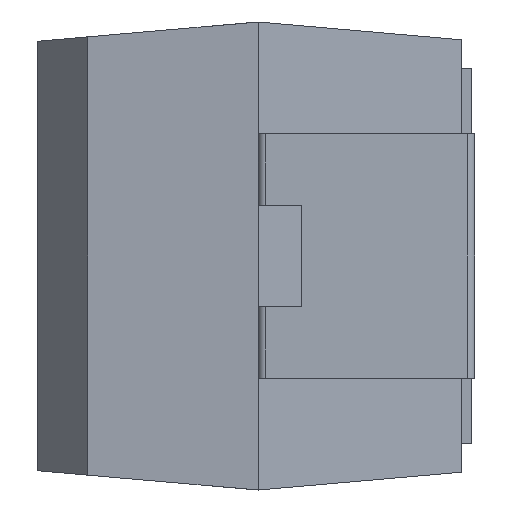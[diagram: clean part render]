
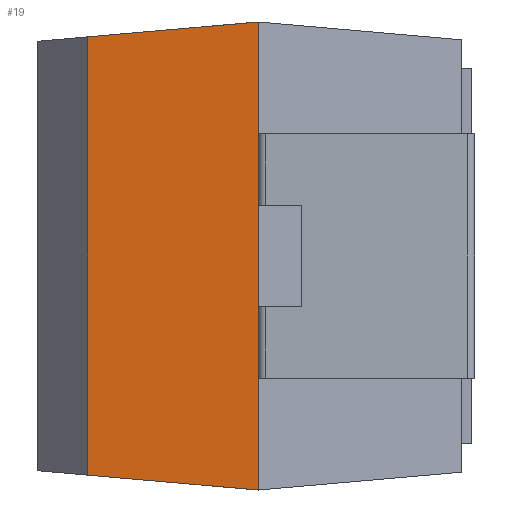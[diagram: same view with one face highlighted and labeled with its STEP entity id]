
A CAD part, left-side view. The second image highlights one B-rep face of the part: STEP entity #19.
In plain terms, the highlighted face is planar.
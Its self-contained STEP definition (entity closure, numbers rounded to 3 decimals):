
#19 = ADVANCED_FACE ( 'NONE', ( #230 ), #501, .T. ) ;
#46 = VERTEX_POINT ( 'NONE', #983 ) ;
#63 = DIRECTION ( 'NONE',  ( 0.996, 0.087, 0. ) ) ;
#118 = AXIS2_PLACEMENT_3D ( 'NONE', #733, #63, #736 ) ;
#144 = VERTEX_POINT ( 'NONE', #1435 ) ;
#230 = FACE_OUTER_BOUND ( 'NONE', #1406, .T. ) ;
#237 = DIRECTION ( 'NONE',  ( 0., 0., 1. ) ) ;
#253 = ORIENTED_EDGE ( 'NONE', *, *, #823, .T. ) ;
#266 = EDGE_CURVE ( 'NONE', #1263, #144, #898, .T. ) ;
#304 = DIRECTION ( 'NONE',  ( 0., 0., -1. ) ) ;
#320 = CARTESIAN_POINT ( 'NONE',  ( 3.524, 1.672, 2.154 ) ) ;
#379 = LINE ( 'NONE', #870, #665 ) ;
#415 = VECTOR ( 'NONE', #1026, 1000. ) ;
#418 = LINE ( 'NONE', #1182, #1310 ) ;
#463 = CARTESIAN_POINT ( 'NONE',  ( 3.67, 0., -2.3 ) ) ;
#501 = PLANE ( 'NONE',  #118 ) ;
#505 = DIRECTION ( 'NONE',  ( 0.087, -0.992, 0.087 ) ) ;
#555 = VERTEX_POINT ( 'NONE', #320 ) ;
#612 = VECTOR ( 'NONE', #304, 1000. ) ;
#665 = VECTOR ( 'NONE', #505, 1000. ) ;
#694 = ORIENTED_EDGE ( 'NONE', *, *, #1062, .T. ) ;
#733 = CARTESIAN_POINT ( 'NONE',  ( 3.67, 0., 2.3 ) ) ;
#736 = DIRECTION ( 'NONE',  ( -0.087, 0.996, 0. ) ) ;
#785 = LINE ( 'NONE', #1332, #612 ) ;
#815 = EDGE_CURVE ( 'NONE', #1263, #555, #418, .T. ) ;
#823 = EDGE_CURVE ( 'NONE', #46, #144, #785, .T. ) ;
#847 = CARTESIAN_POINT ( 'NONE',  ( 3.524, 1.672, -2.154 ) ) ;
#870 = CARTESIAN_POINT ( 'NONE',  ( 3.67, 0., 2.3 ) ) ;
#898 = LINE ( 'NONE', #463, #415 ) ;
#983 = CARTESIAN_POINT ( 'NONE',  ( 3.67, 0., 2.3 ) ) ;
#1026 = DIRECTION ( 'NONE',  ( 0.087, -0.992, -0.087 ) ) ;
#1062 = EDGE_CURVE ( 'NONE', #555, #46, #379, .T. ) ;
#1182 = CARTESIAN_POINT ( 'NONE',  ( 3.524, 1.672, 2.11 ) ) ;
#1263 = VERTEX_POINT ( 'NONE', #847 ) ;
#1310 = VECTOR ( 'NONE', #237, 1000. ) ;
#1331 = ORIENTED_EDGE ( 'NONE', *, *, #815, .T. ) ;
#1332 = CARTESIAN_POINT ( 'NONE',  ( 3.67, 0., 2.3 ) ) ;
#1406 = EDGE_LOOP ( 'NONE', ( #1436, #1331, #694, #253 ) ) ;
#1435 = CARTESIAN_POINT ( 'NONE',  ( 3.67, 0., -2.3 ) ) ;
#1436 = ORIENTED_EDGE ( 'NONE', *, *, #266, .F. ) ;
